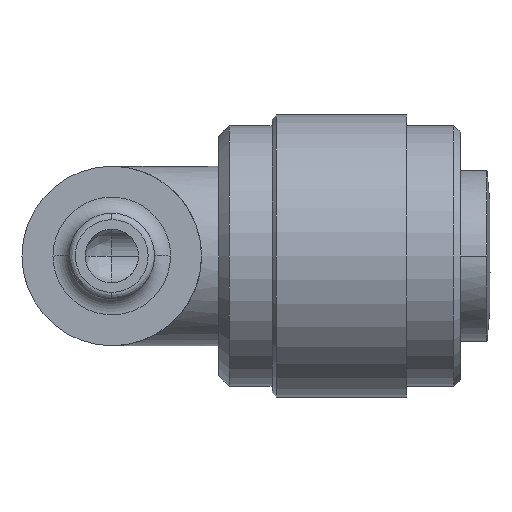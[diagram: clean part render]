
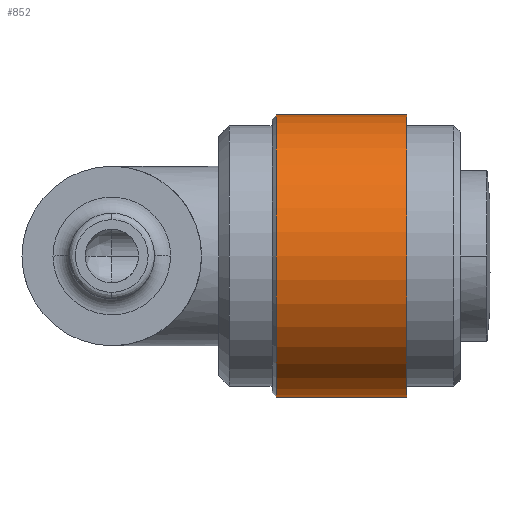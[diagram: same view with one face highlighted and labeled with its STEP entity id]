
A CAD part, front view. The second image highlights one B-rep face of the part: STEP entity #852.
In plain terms, the highlighted cylindrical face has radius 6.6 mm (diameter 13.2 mm), a partial arc.
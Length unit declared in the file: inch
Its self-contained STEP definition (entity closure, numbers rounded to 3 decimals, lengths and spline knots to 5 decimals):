
#79 = VERTEX_POINT ( 'NONE', #121 ) ;
#121 = CARTESIAN_POINT ( 'NONE',  ( 0.30315, 0.9252, 0.25984 ) ) ;
#126 = CYLINDRICAL_SURFACE ( 'NONE', #2033, 0.25984 ) ;
#170 = EDGE_CURVE ( 'NONE', #79, #1582, #1166, .T. ) ;
#192 = CARTESIAN_POINT ( 'NONE',  ( 0.54331, 0.9252, 0. ) ) ;
#250 = EDGE_CURVE ( 'NONE', #1694, #1582, #1608, .T. ) ;
#272 = AXIS2_PLACEMENT_3D ( 'NONE', #1744, #649, #1927 ) ;
#362 = VERTEX_POINT ( 'NONE', #1873 ) ;
#388 = DIRECTION ( 'NONE',  ( 0., 0., -1. ) ) ;
#615 = LINE ( 'NONE', #1974, #1094 ) ;
#649 = DIRECTION ( 'NONE',  ( 1., 0., 0. ) ) ;
#679 = CARTESIAN_POINT ( 'NONE',  ( 0.54331, 0.9252, 0.25984 ) ) ;
#695 = VECTOR ( 'NONE', #2365, 39.37008 ) ;
#790 = DIRECTION ( 'NONE',  ( 0., 0., -1. ) ) ;
#806 = ORIENTED_EDGE ( 'NONE', *, *, #250, .T. ) ;
#852 = ADVANCED_FACE ( 'NONE', ( #1217 ), #126, .T. ) ;
#967 = CARTESIAN_POINT ( 'NONE',  ( 0.42323, 0.9252, 0. ) ) ;
#980 = EDGE_CURVE ( 'NONE', #79, #362, #1470, .T. ) ;
#1000 = ORIENTED_EDGE ( 'NONE', *, *, #170, .F. ) ;
#1080 = CARTESIAN_POINT ( 'NONE',  ( 0.42323, 0.9252, 0.25984 ) ) ;
#1094 = VECTOR ( 'NONE', #2157, 39.37008 ) ;
#1157 = DIRECTION ( 'NONE',  ( 1., 0., 0. ) ) ;
#1166 = LINE ( 'NONE', #1080, #695 ) ;
#1217 = FACE_OUTER_BOUND ( 'NONE', #1547, .T. ) ;
#1424 = CARTESIAN_POINT ( 'NONE',  ( 0.54331, 0.9252, -0.25984 ) ) ;
#1470 = CIRCLE ( 'NONE', #272, 0.25984 ) ;
#1477 = DIRECTION ( 'NONE',  ( -1., 0., 0. ) ) ;
#1547 = EDGE_LOOP ( 'NONE', ( #1000, #1749, #2360, #806 ) ) ;
#1582 = VERTEX_POINT ( 'NONE', #679 ) ;
#1608 = CIRCLE ( 'NONE', #2127, 0.25984 ) ;
#1653 = EDGE_CURVE ( 'NONE', #362, #1694, #615, .T. ) ;
#1694 = VERTEX_POINT ( 'NONE', #1424 ) ;
#1744 = CARTESIAN_POINT ( 'NONE',  ( 0.30315, 0.9252, 0. ) ) ;
#1749 = ORIENTED_EDGE ( 'NONE', *, *, #980, .T. ) ;
#1873 = CARTESIAN_POINT ( 'NONE',  ( 0.30315, 0.9252, -0.25984 ) ) ;
#1927 = DIRECTION ( 'NONE',  ( 0., 0., -1. ) ) ;
#1974 = CARTESIAN_POINT ( 'NONE',  ( 0.42323, 0.9252, -0.25984 ) ) ;
#2033 = AXIS2_PLACEMENT_3D ( 'NONE', #967, #1157, #790 ) ;
#2127 = AXIS2_PLACEMENT_3D ( 'NONE', #192, #1477, #388 ) ;
#2157 = DIRECTION ( 'NONE',  ( 1., 0., 0. ) ) ;
#2360 = ORIENTED_EDGE ( 'NONE', *, *, #1653, .T. ) ;
#2365 = DIRECTION ( 'NONE',  ( 1., 0., 0. ) ) ;
